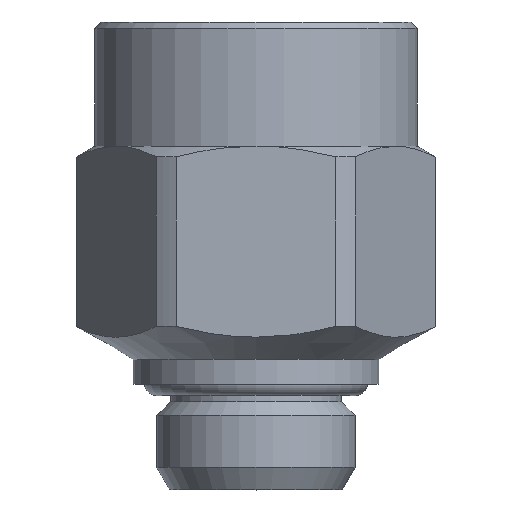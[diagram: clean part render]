
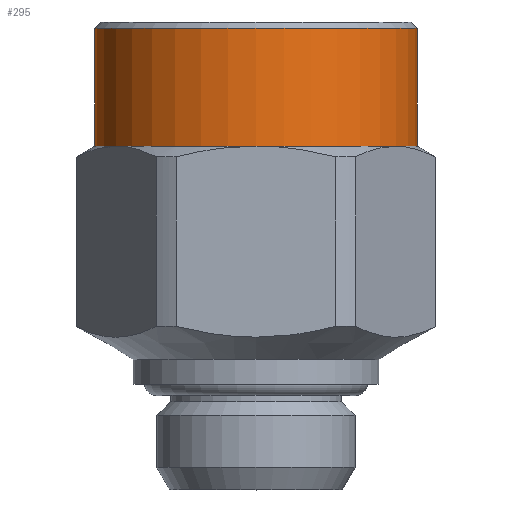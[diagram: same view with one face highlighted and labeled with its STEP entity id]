
A CAD part, top view. The second image highlights one B-rep face of the part: STEP entity #295.
In plain terms, the highlighted cylindrical face has radius 13 mm (diameter 26 mm), a full revolution.
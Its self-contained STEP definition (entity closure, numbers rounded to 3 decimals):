
#295 = ADVANCED_FACE( 'NONE', ( #729, #730 ), #731, .T. );
#729 = FACE_OUTER_BOUND( '', #1866, .T. );
#730 = FACE_OUTER_BOUND( '', #1867, .T. );
#731 = CYLINDRICAL_SURFACE( '', #1868, 13. );
#1866 = EDGE_LOOP( '', ( #4180, #4181, #4182, #4183, #4184, #4185 ) );
#1867 = EDGE_LOOP( '', ( #4186 ) );
#1868 = AXIS2_PLACEMENT_3D( '', #4187, #4188, #4189 );
#4180 = ORIENTED_EDGE( '', *, *, #5504, .F. );
#4181 = ORIENTED_EDGE( '', *, *, #5474, .F. );
#4182 = ORIENTED_EDGE( '', *, *, #5505, .F. );
#4183 = ORIENTED_EDGE( '', *, *, #5506, .F. );
#4184 = ORIENTED_EDGE( '', *, *, #5507, .F. );
#4185 = ORIENTED_EDGE( '', *, *, #5508, .F. );
#4186 = ORIENTED_EDGE( '', *, *, #5509, .T. );
#4187 = CARTESIAN_POINT( '', ( 0., 0., 0. ) );
#4188 = DIRECTION( '', ( 0., 1., 0. ) );
#4189 = DIRECTION( '', ( 0., 0., -1. ) );
#5474 = EDGE_CURVE( 'NONE', #6232, #6230, #6234, .T. );
#5504 = EDGE_CURVE( 'NONE', #6230, #6281, #6282, .T. );
#5505 = EDGE_CURVE( 'NONE', #6283, #6232, #6284, .T. );
#5506 = EDGE_CURVE( 'NONE', #6285, #6283, #6286, .T. );
#5507 = EDGE_CURVE( 'NONE', #6287, #6285, #6288, .T. );
#5508 = EDGE_CURVE( 'NONE', #6281, #6287, #6289, .T. );
#5509 = EDGE_CURVE( 'NONE', #6290, #6290, #6291, .T. );
#6230 = VERTEX_POINT( 'NONE', #7753 );
#6232 = VERTEX_POINT( 'NONE', #7759 );
#6234 = CIRCLE( '', #7765, 13. );
#6281 = VERTEX_POINT( 'NONE', #7936 );
#6282 = CIRCLE( '', #7937, 13. );
#6283 = VERTEX_POINT( 'NONE', #7938 );
#6284 = CIRCLE( '', #7939, 13. );
#6285 = VERTEX_POINT( 'NONE', #7940 );
#6286 = CIRCLE( '', #7941, 13. );
#6287 = VERTEX_POINT( 'NONE', #7942 );
#6288 = CIRCLE( '', #7943, 13. );
#6289 = CIRCLE( '', #7944, 13. );
#6290 = VERTEX_POINT( '', #7945 );
#6291 = CIRCLE( '', #7946, 13. );
#7753 = CARTESIAN_POINT( '', ( 0., 27.7, -13. ) );
#7759 = CARTESIAN_POINT( '', ( -11.258, 27.7, -6.5 ) );
#7765 = AXIS2_PLACEMENT_3D( '', #10325, #10326, #10327 );
#7936 = CARTESIAN_POINT( '', ( 11.258, 27.7, -6.5 ) );
#7937 = AXIS2_PLACEMENT_3D( '', #10343, #10344, #10345 );
#7938 = CARTESIAN_POINT( '', ( -11.258, 27.7, 6.5 ) );
#7939 = AXIS2_PLACEMENT_3D( '', #10346, #10347, #10348 );
#7940 = CARTESIAN_POINT( '', ( 0., 27.7, 13. ) );
#7941 = AXIS2_PLACEMENT_3D( '', #10349, #10350, #10351 );
#7942 = CARTESIAN_POINT( '', ( 11.258, 27.7, 6.5 ) );
#7943 = AXIS2_PLACEMENT_3D( '', #10352, #10353, #10354 );
#7944 = AXIS2_PLACEMENT_3D( '', #10355, #10356, #10357 );
#7945 = CARTESIAN_POINT( '', ( 0., 37.2, -13. ) );
#7946 = AXIS2_PLACEMENT_3D( '', #10358, #10359, #10360 );
#10325 = CARTESIAN_POINT( '', ( 0., 27.7, 0. ) );
#10326 = DIRECTION( '', ( 0., -1., 0. ) );
#10327 = DIRECTION( '', ( 0., 0., -1. ) );
#10343 = CARTESIAN_POINT( '', ( 0., 27.7, 0. ) );
#10344 = DIRECTION( '', ( 0., -1., 0. ) );
#10345 = DIRECTION( '', ( 0., 0., -1. ) );
#10346 = CARTESIAN_POINT( '', ( 0., 27.7, 0. ) );
#10347 = DIRECTION( '', ( 0., -1., 0. ) );
#10348 = DIRECTION( '', ( 0., 0., -1. ) );
#10349 = CARTESIAN_POINT( '', ( 0., 27.7, 0. ) );
#10350 = DIRECTION( '', ( 0., -1., 0. ) );
#10351 = DIRECTION( '', ( 0., 0., -1. ) );
#10352 = CARTESIAN_POINT( '', ( 0., 27.7, 0. ) );
#10353 = DIRECTION( '', ( 0., -1., 0. ) );
#10354 = DIRECTION( '', ( 0., 0., -1. ) );
#10355 = CARTESIAN_POINT( '', ( 0., 27.7, 0. ) );
#10356 = DIRECTION( '', ( 0., -1., 0. ) );
#10357 = DIRECTION( '', ( 0., 0., -1. ) );
#10358 = CARTESIAN_POINT( '', ( 0., 37.2, 0. ) );
#10359 = DIRECTION( '', ( 0., -1., 0. ) );
#10360 = DIRECTION( '', ( 0., 0., -1. ) );
